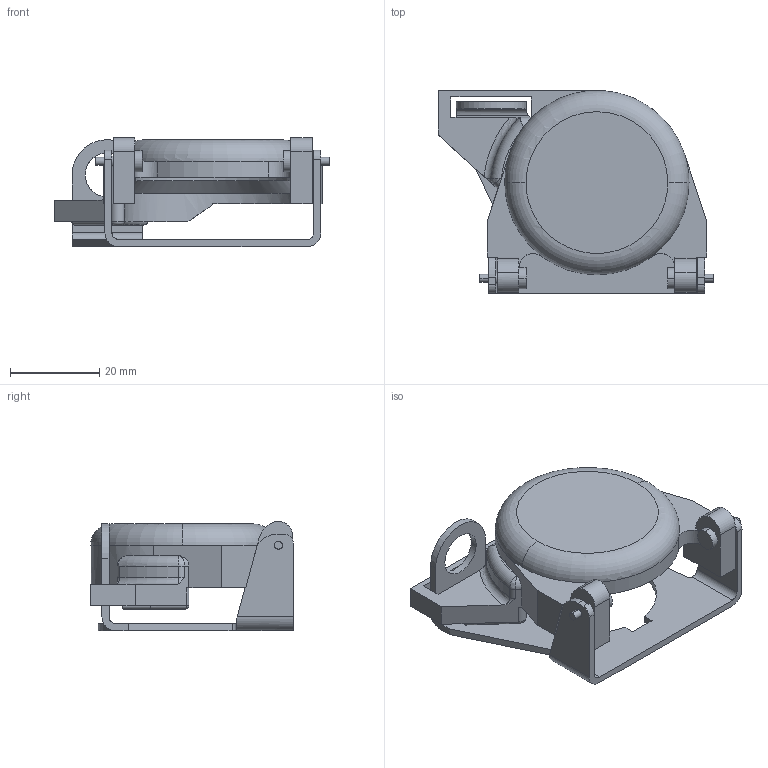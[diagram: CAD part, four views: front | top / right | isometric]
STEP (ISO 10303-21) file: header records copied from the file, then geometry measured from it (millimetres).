
FILE_DESCRIPTION(('CATIA V5 STEP Exchange'),'2;1');
FILE_NAME('9001K6.stp','2022-12-12T09:05:45+00:00',('none'),('none'),'CATIA Version 5-6 Release 2018','CATIA V5 STEP AP203','none');
FILE_SCHEMA(('CONFIG_CONTROL_DESIGN'));
Length unit declared in the file: millimetre
Products named in the file (1): 9001K6
Bounding box: 61.76 x 45.42 x 24.43 mm (x, y, z)
Volume: 12843.5 mm3; surface area: 11903.9 mm2
Topology: 1 solids, 1 shells, 157 faces, 453 edges, 301 vertices
Faces by surface type: plane 83, cylinder 61, torus 10, cone 2, bspline 1
Entity records: 5705 total; most frequent: CARTESIAN_POINT 1797, ORIENTED_EDGE 906, DIRECTION 622, EDGE_CURVE 453, VERTEX_POINT 301, VECTOR 254, LINE 254, AXIS2_PLACEMENT_3D 244
